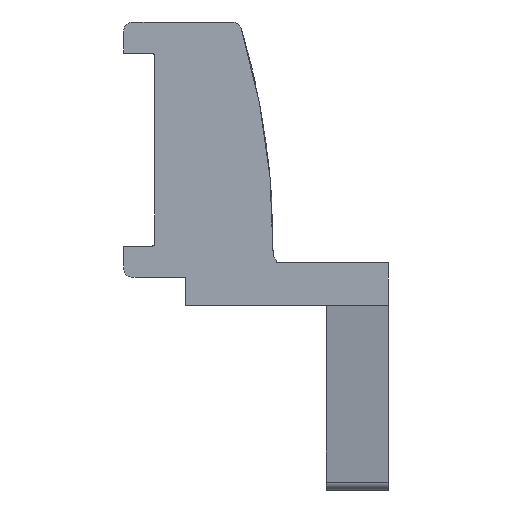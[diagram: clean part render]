
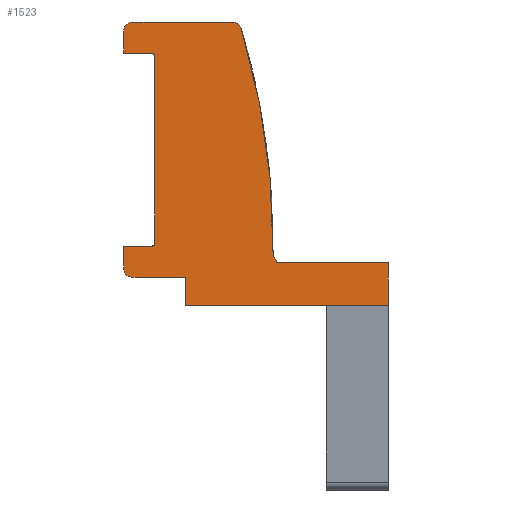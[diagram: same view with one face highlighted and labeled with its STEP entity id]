
A CAD part, left-side view. The second image highlights one B-rep face of the part: STEP entity #1523.
In plain terms, the highlighted planar face has unit normal (-1, 0, 0).
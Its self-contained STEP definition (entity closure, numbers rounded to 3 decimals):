
#76=LINE('',#2216,#258);
#88=LINE('',#2244,#270);
#98=LINE('',#2269,#280);
#118=LINE('',#2325,#300);
#125=LINE('',#2341,#307);
#134=LINE('',#2371,#316);
#135=LINE('',#2374,#317);
#136=LINE('',#2378,#318);
#137=LINE('',#2382,#319);
#138=LINE('',#2385,#320);
#139=LINE('',#2387,#321);
#140=LINE('',#2388,#322);
#141=LINE('',#2389,#323);
#258=VECTOR('',#1764,1000.);
#270=VECTOR('',#1784,1000.);
#280=VECTOR('',#1802,1000.);
#300=VECTOR('',#1842,1000.);
#307=VECTOR('',#1851,1000.);
#316=VECTOR('',#1880,1000.);
#317=VECTOR('',#1883,1000.);
#318=VECTOR('',#1886,1000.);
#319=VECTOR('',#1889,1000.);
#320=VECTOR('',#1892,1000.);
#321=VECTOR('',#1893,1000.);
#322=VECTOR('',#1894,1000.);
#323=VECTOR('',#1895,1000.);
#536=ORIENTED_EDGE('',*,*,#986,.T.);
#537=ORIENTED_EDGE('',*,*,#960,.F.);
#538=ORIENTED_EDGE('',*,*,#987,.F.);
#539=ORIENTED_EDGE('',*,*,#988,.F.);
#540=ORIENTED_EDGE('',*,*,#989,.F.);
#541=ORIENTED_EDGE('',*,*,#964,.F.);
#542=ORIENTED_EDGE('',*,*,#990,.T.);
#543=ORIENTED_EDGE('',*,*,#991,.T.);
#544=ORIENTED_EDGE('',*,*,#992,.T.);
#545=ORIENTED_EDGE('',*,*,#993,.T.);
#546=ORIENTED_EDGE('',*,*,#994,.T.);
#547=ORIENTED_EDGE('',*,*,#971,.F.);
#548=ORIENTED_EDGE('',*,*,#995,.F.);
#549=ORIENTED_EDGE('',*,*,#996,.F.);
#550=ORIENTED_EDGE('',*,*,#997,.F.);
#551=ORIENTED_EDGE('',*,*,#937,.F.);
#552=ORIENTED_EDGE('',*,*,#998,.F.);
#553=ORIENTED_EDGE('',*,*,#924,.F.);
#554=ORIENTED_EDGE('',*,*,#910,.F.);
#555=ORIENTED_EDGE('',*,*,#999,.T.);
#910=EDGE_CURVE('',#1142,#1143,#76,.T.);
#924=EDGE_CURVE('',#1143,#1155,#88,.T.);
#937=EDGE_CURVE('',#1165,#1166,#98,.T.);
#960=EDGE_CURVE('',#1184,#1185,#1282,.T.);
#964=EDGE_CURVE('',#1188,#1189,#118,.T.);
#971=EDGE_CURVE('',#1195,#1193,#125,.T.);
#986=EDGE_CURVE('',#1205,#1185,#1289,.T.);
#987=EDGE_CURVE('',#1206,#1184,#1290,.T.);
#988=EDGE_CURVE('',#1207,#1206,#134,.T.);
#989=EDGE_CURVE('',#1189,#1207,#1291,.T.);
#990=EDGE_CURVE('',#1188,#1208,#135,.T.);
#991=EDGE_CURVE('',#1208,#1209,#1292,.T.);
#992=EDGE_CURVE('',#1209,#1210,#136,.T.);
#993=EDGE_CURVE('',#1210,#1211,#1293,.T.);
#994=EDGE_CURVE('',#1211,#1193,#137,.T.);
#995=EDGE_CURVE('',#1212,#1195,#1294,.T.);
#996=EDGE_CURVE('',#1213,#1212,#138,.T.);
#997=EDGE_CURVE('',#1166,#1213,#139,.T.);
#998=EDGE_CURVE('',#1155,#1165,#140,.T.);
#999=EDGE_CURVE('',#1142,#1205,#141,.T.);
#1142=VERTEX_POINT('',#2215);
#1143=VERTEX_POINT('',#2217);
#1155=VERTEX_POINT('',#2245);
#1165=VERTEX_POINT('',#2268);
#1166=VERTEX_POINT('',#2270);
#1184=VERTEX_POINT('',#2316);
#1185=VERTEX_POINT('',#2318);
#1188=VERTEX_POINT('',#2326);
#1189=VERTEX_POINT('',#2327);
#1193=VERTEX_POINT('',#2336);
#1195=VERTEX_POINT('',#2340);
#1205=VERTEX_POINT('',#2368);
#1206=VERTEX_POINT('',#2370);
#1207=VERTEX_POINT('',#2372);
#1208=VERTEX_POINT('',#2375);
#1209=VERTEX_POINT('',#2377);
#1210=VERTEX_POINT('',#2379);
#1211=VERTEX_POINT('',#2381);
#1212=VERTEX_POINT('',#2384);
#1213=VERTEX_POINT('',#2386);
#1282=CIRCLE('',#1624,24.3);
#1289=CIRCLE('',#1636,0.3);
#1290=CIRCLE('',#1637,0.3);
#1291=CIRCLE('',#1638,0.3);
#1292=CIRCLE('',#1639,0.1);
#1293=CIRCLE('',#1640,0.1);
#1294=CIRCLE('',#1641,0.3);
#1316=EDGE_LOOP('',(#536,#537,#538,#539,#540,#541,#542,#543,#544,#545,#546,
#547,#548,#549,#550,#551,#552,#553,#554,#555));
#1392=FACE_BOUND('',#1316,.T.);
#1467=PLANE('',#1635);
#1523=ADVANCED_FACE('',(#1392),#1467,.F.);
#1624=AXIS2_PLACEMENT_3D('',#2317,#1834,#1835);
#1635=AXIS2_PLACEMENT_3D('',#2366,#1874,#1875);
#1636=AXIS2_PLACEMENT_3D('',#2367,#1876,#1877);
#1637=AXIS2_PLACEMENT_3D('',#2369,#1878,#1879);
#1638=AXIS2_PLACEMENT_3D('',#2373,#1881,#1882);
#1639=AXIS2_PLACEMENT_3D('',#2376,#1884,#1885);
#1640=AXIS2_PLACEMENT_3D('',#2380,#1887,#1888);
#1641=AXIS2_PLACEMENT_3D('',#2383,#1890,#1891);
#1764=DIRECTION('',(0.,-1.,0.));
#1784=DIRECTION('',(0.,0.,-1.));
#1802=DIRECTION('',(0.,1.,0.));
#1834=DIRECTION('',(1.,0.,0.));
#1835=DIRECTION('',(0.,0.,-1.));
#1842=DIRECTION('',(0.,0.,1.));
#1851=DIRECTION('',(0.,0.,1.));
#1874=DIRECTION('',(1.,0.,0.));
#1875=DIRECTION('',(0.,0.,-1.));
#1876=DIRECTION('',(1.,0.,0.));
#1877=DIRECTION('',(0.,0.,-1.));
#1878=DIRECTION('',(1.,0.,0.));
#1879=DIRECTION('',(0.,0.,-1.));
#1880=DIRECTION('',(0.,-1.,0.));
#1881=DIRECTION('',(1.,0.,0.));
#1882=DIRECTION('',(0.,0.,-1.));
#1883=DIRECTION('',(0.,-1.,0.));
#1884=DIRECTION('',(1.,0.,0.));
#1885=DIRECTION('',(0.,0.,-1.));
#1886=DIRECTION('',(0.,0.,-1.));
#1887=DIRECTION('',(1.,0.,0.));
#1888=DIRECTION('',(0.,0.,-1.));
#1889=DIRECTION('',(0.,1.,0.));
#1890=DIRECTION('',(1.,0.,0.));
#1891=DIRECTION('',(0.,0.,-1.));
#1892=DIRECTION('',(0.,1.,0.));
#1893=DIRECTION('',(0.,0.,1.));
#1894=DIRECTION('',(0.,1.,0.));
#1895=DIRECTION('',(0.,0.,1.));
#2215=CARTESIAN_POINT('',(-10.45,3.6,1.37));
#2216=CARTESIAN_POINT('',(-10.45,5.9,1.37));
#2217=CARTESIAN_POINT('',(-10.45,0.,1.37));
#2244=CARTESIAN_POINT('',(-10.45,0.,1.37));
#2245=CARTESIAN_POINT('',(-10.45,0.,0.));
#2268=CARTESIAN_POINT('',(-10.45,2.,0.));
#2269=CARTESIAN_POINT('',(-10.45,0.,0.));
#2270=CARTESIAN_POINT('',(-10.45,6.5,0.));
#2316=CARTESIAN_POINT('',(-10.45,4.726,8.886));
#2317=CARTESIAN_POINT('',(-10.45,28.,1.9));
#2318=CARTESIAN_POINT('',(-10.45,3.701,1.673));
#2325=CARTESIAN_POINT('',(-10.45,8.5,1.2));
#2326=CARTESIAN_POINT('',(-10.45,8.5,8.1));
#2327=CARTESIAN_POINT('',(-10.45,8.5,8.8));
#2336=CARTESIAN_POINT('',(-10.45,8.5,1.9));
#2340=CARTESIAN_POINT('',(-10.45,8.5,1.2));
#2341=CARTESIAN_POINT('',(-10.45,8.5,1.2));
#2366=CARTESIAN_POINT('',(-10.45,8.2,1.2));
#2367=CARTESIAN_POINT('',(-10.45,3.401,1.67));
#2368=CARTESIAN_POINT('',(-10.45,3.6,1.445));
#2369=CARTESIAN_POINT('',(-10.45,5.013,8.8));
#2370=CARTESIAN_POINT('',(-10.45,5.013,9.1));
#2371=CARTESIAN_POINT('',(-10.45,8.5,9.1));
#2372=CARTESIAN_POINT('',(-10.45,8.2,9.1));
#2373=CARTESIAN_POINT('',(-10.45,8.2,8.8));
#2374=CARTESIAN_POINT('',(-10.45,8.5,8.1));
#2375=CARTESIAN_POINT('',(-10.45,7.6,8.1));
#2376=CARTESIAN_POINT('',(-10.45,7.6,8.));
#2377=CARTESIAN_POINT('',(-10.45,7.5,8.));
#2378=CARTESIAN_POINT('',(-10.45,7.5,8.));
#2379=CARTESIAN_POINT('',(-10.45,7.5,2.));
#2380=CARTESIAN_POINT('',(-10.45,7.6,2.));
#2381=CARTESIAN_POINT('',(-10.45,7.6,1.9));
#2382=CARTESIAN_POINT('',(-10.45,7.6,1.9));
#2383=CARTESIAN_POINT('',(-10.45,8.2,1.2));
#2384=CARTESIAN_POINT('',(-10.45,8.2,0.9));
#2385=CARTESIAN_POINT('',(-10.45,6.5,0.9));
#2386=CARTESIAN_POINT('',(-10.45,6.5,0.9));
#2387=CARTESIAN_POINT('',(-10.45,6.5,0.));
#2388=CARTESIAN_POINT('',(-10.45,0.,0.));
#2389=CARTESIAN_POINT('',(-10.45,3.6,1.2));
